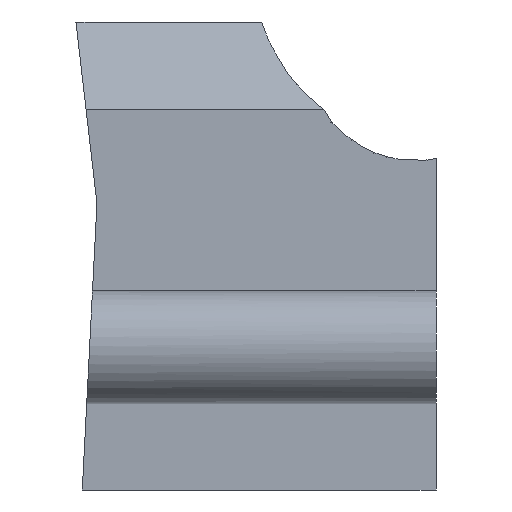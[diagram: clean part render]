
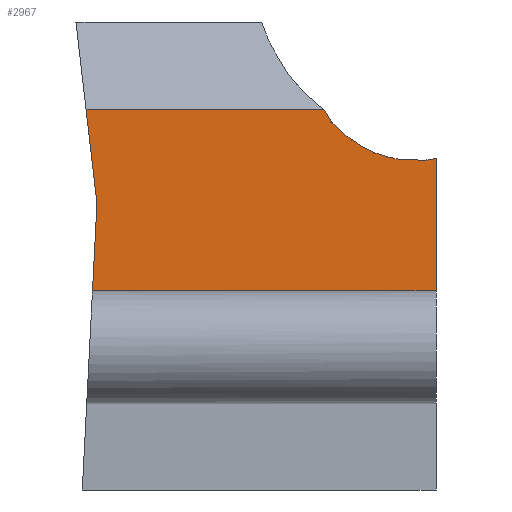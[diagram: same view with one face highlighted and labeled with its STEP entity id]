
A CAD part, left-side view. The second image highlights one B-rep face of the part: STEP entity #2967.
In plain terms, the highlighted planar face has unit normal (-1, 0, 0).
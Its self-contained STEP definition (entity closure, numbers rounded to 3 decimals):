
#30=LINE('',#4379,#436);
#73=LINE('',#21606,#479);
#88=LINE('',#21638,#494);
#115=LINE('',#21692,#521);
#116=LINE('',#21694,#522);
#117=LINE('',#21696,#523);
#118=LINE('',#21698,#524);
#119=LINE('',#21700,#525);
#120=LINE('',#21702,#526);
#121=LINE('',#21704,#527);
#122=LINE('',#21706,#528);
#123=LINE('',#21708,#529);
#124=LINE('',#21710,#530);
#125=LINE('',#21712,#531);
#126=LINE('',#21714,#532);
#127=LINE('',#21716,#533);
#128=LINE('',#21717,#534);
#129=LINE('',#21718,#535);
#436=VECTOR('',#3398,5.873);
#479=VECTOR('',#3455,23.14);
#494=VECTOR('',#3474,16.027);
#521=VECTOR('',#3505,8.928);
#522=VECTOR('',#3506,0.546);
#523=VECTOR('',#3507,0.357);
#524=VECTOR('',#3508,0.715);
#525=VECTOR('',#3509,0.878);
#526=VECTOR('',#3510,0.809);
#527=VECTOR('',#3511,1.038);
#528=VECTOR('',#3512,0.681);
#529=VECTOR('',#3513,1.021);
#530=VECTOR('',#3514,0.353);
#531=VECTOR('',#3515,1.278);
#532=VECTOR('',#3516,0.194);
#533=VECTOR('',#3517,0.103);
#534=VECTOR('',#3518,0.817);
#535=VECTOR('',#3519,6.409);
#844=PLANE('',#3181);
#1055=FACE_OUTER_BOUND('',#1268,.T.);
#1268=EDGE_LOOP('',(#2237,#2238,#2239,#2240,#2241,#2242,#2243,#2244,#2245,
#2246,#2247,#2248,#2249,#2250,#2251,#2252,#2253,#2254));
#1489=VERTEX_POINT('',#4376);
#1490=VERTEX_POINT('',#4378);
#1532=VERTEX_POINT('',#21604);
#1546=VERTEX_POINT('',#21635);
#1547=VERTEX_POINT('',#21637);
#1572=VERTEX_POINT('',#21691);
#1573=VERTEX_POINT('',#21693);
#1574=VERTEX_POINT('',#21695);
#1575=VERTEX_POINT('',#21697);
#1576=VERTEX_POINT('',#21699);
#1577=VERTEX_POINT('',#21701);
#1578=VERTEX_POINT('',#21703);
#1579=VERTEX_POINT('',#21705);
#1580=VERTEX_POINT('',#21707);
#1581=VERTEX_POINT('',#21709);
#1582=VERTEX_POINT('',#21711);
#1583=VERTEX_POINT('',#21713);
#1584=VERTEX_POINT('',#21715);
#1703=EDGE_CURVE('',#1489,#1490,#30,.T.);
#1752=EDGE_CURVE('',#1489,#1532,#73,.T.);
#1767=EDGE_CURVE('',#1547,#1546,#88,.T.);
#1794=EDGE_CURVE('',#1572,#1532,#115,.T.);
#1795=EDGE_CURVE('',#1573,#1572,#116,.T.);
#1796=EDGE_CURVE('',#1574,#1573,#117,.T.);
#1797=EDGE_CURVE('',#1575,#1574,#118,.T.);
#1798=EDGE_CURVE('',#1576,#1575,#119,.T.);
#1799=EDGE_CURVE('',#1577,#1576,#120,.T.);
#1800=EDGE_CURVE('',#1578,#1577,#121,.T.);
#1801=EDGE_CURVE('',#1579,#1578,#122,.T.);
#1802=EDGE_CURVE('',#1580,#1579,#123,.T.);
#1803=EDGE_CURVE('',#1581,#1580,#124,.T.);
#1804=EDGE_CURVE('',#1582,#1581,#125,.T.);
#1805=EDGE_CURVE('',#1583,#1582,#126,.T.);
#1806=EDGE_CURVE('',#1584,#1583,#127,.T.);
#1807=EDGE_CURVE('',#1547,#1584,#128,.T.);
#1808=EDGE_CURVE('',#1490,#1546,#129,.T.);
#2237=ORIENTED_EDGE('',*,*,#1703,.F.);
#2238=ORIENTED_EDGE('',*,*,#1752,.T.);
#2239=ORIENTED_EDGE('',*,*,#1794,.F.);
#2240=ORIENTED_EDGE('',*,*,#1795,.F.);
#2241=ORIENTED_EDGE('',*,*,#1796,.F.);
#2242=ORIENTED_EDGE('',*,*,#1797,.F.);
#2243=ORIENTED_EDGE('',*,*,#1798,.F.);
#2244=ORIENTED_EDGE('',*,*,#1799,.F.);
#2245=ORIENTED_EDGE('',*,*,#1800,.F.);
#2246=ORIENTED_EDGE('',*,*,#1801,.F.);
#2247=ORIENTED_EDGE('',*,*,#1802,.F.);
#2248=ORIENTED_EDGE('',*,*,#1803,.F.);
#2249=ORIENTED_EDGE('',*,*,#1804,.F.);
#2250=ORIENTED_EDGE('',*,*,#1805,.F.);
#2251=ORIENTED_EDGE('',*,*,#1806,.F.);
#2252=ORIENTED_EDGE('',*,*,#1807,.F.);
#2253=ORIENTED_EDGE('',*,*,#1767,.T.);
#2254=ORIENTED_EDGE('',*,*,#1808,.F.);
#2967=ADVANCED_FACE('',(#1055),#844,.T.);
#3181=AXIS2_PLACEMENT_3D('',#21690,#3503,#3504);
#3398=DIRECTION('',(0.,-0.051,0.999));
#3455=DIRECTION('',(0.,-1.,0.));
#3474=DIRECTION('',(0.,1.,0.));
#3503=DIRECTION('center_axis',(-1.,0.,0.));
#3504=DIRECTION('ref_axis',(0.,0.,1.));
#3505=DIRECTION('',(0.,0.,-1.));
#3506=DIRECTION('',(0.,-0.988,0.154));
#3507=DIRECTION('',(0.,-0.983,0.181));
#3508=DIRECTION('',(0.,-0.992,-0.126));
#3509=DIRECTION('',(0.,-1.,0.004));
#3510=DIRECTION('',(0.,-0.979,-0.203));
#3511=DIRECTION('',(0.,-0.948,-0.318));
#3512=DIRECTION('',(0.,-0.896,-0.443));
#3513=DIRECTION('',(0.,-0.838,-0.545));
#3514=DIRECTION('',(0.,-0.792,-0.61));
#3515=DIRECTION('',(0.,-0.735,-0.678));
#3516=DIRECTION('',(0.,-0.671,-0.742));
#3517=DIRECTION('',(0.,-0.55,-0.835));
#3518=DIRECTION('',(0.,-0.513,-0.858));
#3519=DIRECTION('',(0.,0.115,0.993));
#4376=CARTESIAN_POINT('',(-9.8,-72.986,-173.783));
#4378=CARTESIAN_POINT('',(-9.8,-73.286,-167.917));
#4379=CARTESIAN_POINT('',(-9.8,-73.076,-172.015));
#21604=CARTESIAN_POINT('',(-9.8,-96.125,-173.783));
#21606=CARTESIAN_POINT('',(-9.8,-96.125,-173.783));
#21635=CARTESIAN_POINT('',(-9.8,-72.551,-161.55));
#21637=CARTESIAN_POINT('',(-9.8,-88.578,-161.55));
#21638=CARTESIAN_POINT('',(-9.8,-96.125,-161.55));
#21690=CARTESIAN_POINT('Origin',(-9.8,-96.125,-173.783));
#21691=CARTESIAN_POINT('',(-9.8,-96.125,-164.855));
#21692=CARTESIAN_POINT('',(-9.8,-96.125,-167.825));
#21693=CARTESIAN_POINT('',(-9.8,-95.586,-164.939));
#21694=CARTESIAN_POINT('',(-9.8,-94.992,-165.031));
#21695=CARTESIAN_POINT('',(-9.8,-95.234,-165.004));
#21696=CARTESIAN_POINT('',(-9.8,-95.628,-164.931));
#21697=CARTESIAN_POINT('',(-9.8,-94.525,-164.913));
#21698=CARTESIAN_POINT('',(-9.8,-95.623,-165.053));
#21699=CARTESIAN_POINT('',(-9.8,-93.647,-164.917));
#21700=CARTESIAN_POINT('',(-9.8,-95.604,-164.909));
#21701=CARTESIAN_POINT('',(-9.8,-92.855,-164.753));
#21702=CARTESIAN_POINT('',(-9.8,-94.961,-165.189));
#21703=CARTESIAN_POINT('',(-9.8,-91.871,-164.422));
#21704=CARTESIAN_POINT('',(-9.8,-95.938,-165.787));
#21705=CARTESIAN_POINT('',(-9.8,-91.26,-164.12));
#21706=CARTESIAN_POINT('',(-9.8,-94.971,-165.956));
#21707=CARTESIAN_POINT('',(-9.8,-90.404,-163.563));
#21708=CARTESIAN_POINT('',(-9.8,-95.266,-166.726));
#21709=CARTESIAN_POINT('',(-9.8,-90.124,-163.348));
#21710=CARTESIAN_POINT('',(-9.8,-94.58,-166.78));
#21711=CARTESIAN_POINT('',(-9.8,-89.184,-162.482));
#21712=CARTESIAN_POINT('',(-9.8,-94.318,-167.213));
#21713=CARTESIAN_POINT('',(-9.8,-89.054,-162.338));
#21714=CARTESIAN_POINT('',(-9.8,-93.506,-167.259));
#21715=CARTESIAN_POINT('',(-9.8,-88.997,-162.252));
#21716=CARTESIAN_POINT('',(-9.8,-92.305,-167.271));
#21717=CARTESIAN_POINT('',(-9.8,-92.309,-167.796));
#21718=CARTESIAN_POINT('',(-9.8,-73.411,-168.999));
